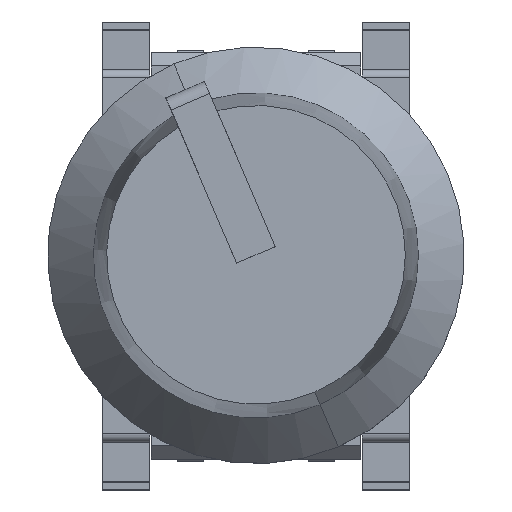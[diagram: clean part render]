
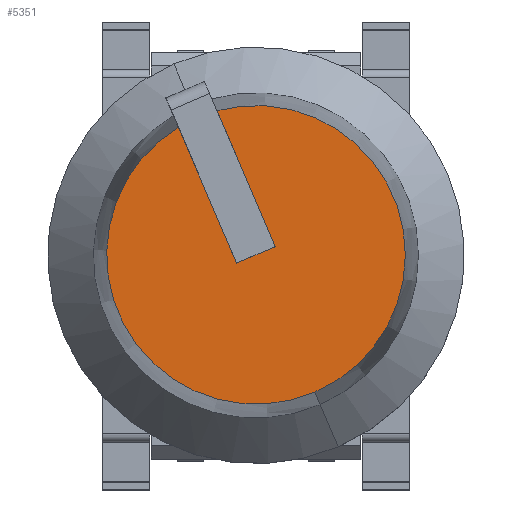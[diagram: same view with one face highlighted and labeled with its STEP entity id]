
A CAD part, top view. The second image highlights one B-rep face of the part: STEP entity #5351.
In plain terms, the highlighted face is planar.
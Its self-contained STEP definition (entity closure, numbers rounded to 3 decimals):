
#64 = VERTEX_POINT ( 'NONE', #9148 ) ;
#326 = CARTESIAN_POINT ( 'NONE',  ( 0., 7.941, 0. ) ) ;
#371 = CARTESIAN_POINT ( 'NONE',  ( 0., 7.941, 0. ) ) ;
#449 = CARTESIAN_POINT ( 'NONE',  ( 0.8, 7.941, 5.644 ) ) ;
#532 = VERTEX_POINT ( 'NONE', #8323 ) ;
#576 = CIRCLE ( 'NONE', #11001, 5.7 ) ;
#656 = EDGE_CURVE ( 'NONE', #3265, #532, #6876, .T. ) ;
#949 = DIRECTION ( 'NONE',  ( 0., -1., 0. ) ) ;
#998 = ORIENTED_EDGE ( 'NONE', *, *, #2598, .T. ) ;
#1037 = FACE_OUTER_BOUND ( 'NONE', #4695, .T. ) ;
#1080 = ORIENTED_EDGE ( 'NONE', *, *, #5202, .F. ) ;
#1609 = EDGE_CURVE ( 'NONE', #64, #11191, #4617, .T. ) ;
#1746 = DIRECTION ( 'NONE',  ( 0., 0., -1. ) ) ;
#2422 = VECTOR ( 'NONE', #1746, 1000. ) ;
#2598 = EDGE_CURVE ( 'NONE', #3265, #11191, #6834, .T. ) ;
#3124 = VECTOR ( 'NONE', #10420, 1000. ) ;
#3265 = VERTEX_POINT ( 'NONE', #6636 ) ;
#3563 = CARTESIAN_POINT ( 'NONE',  ( 0.8, 7.941, 0. ) ) ;
#3784 = PLANE ( 'NONE',  #10440 ) ;
#4149 = ORIENTED_EDGE ( 'NONE', *, *, #656, .F. ) ;
#4310 = ORIENTED_EDGE ( 'NONE', *, *, #5772, .F. ) ;
#4499 = CARTESIAN_POINT ( 'NONE',  ( 0., 7.941, 0. ) ) ;
#4617 = LINE ( 'NONE', #371, #8055 ) ;
#4695 = EDGE_LOOP ( 'NONE', ( #4149, #998, #9630, #1080, #4310 ) ) ;
#4794 = CARTESIAN_POINT ( 'NONE',  ( 0., 7.941, 0. ) ) ;
#4916 = DIRECTION ( 'NONE',  ( 0., -1., 0. ) ) ;
#5202 = EDGE_CURVE ( 'NONE', #9430, #64, #6918, .T. ) ;
#5351 = ADVANCED_FACE ( 'NONE', ( #1037 ), #3784, .T. ) ;
#5369 = CARTESIAN_POINT ( 'NONE',  ( -0.8, 7.941, 0. ) ) ;
#5772 = EDGE_CURVE ( 'NONE', #532, #9430, #576, .T. ) ;
#5778 = AXIS2_PLACEMENT_3D ( 'NONE', #4499, #949, #10209 ) ;
#6636 = CARTESIAN_POINT ( 'NONE',  ( -0.8, 7.941, 5.644 ) ) ;
#6834 = LINE ( 'NONE', #9652, #3124 ) ;
#6876 = CIRCLE ( 'NONE', #5778, 5.7 ) ;
#6918 = LINE ( 'NONE', #3563, #2422 ) ;
#8055 = VECTOR ( 'NONE', #9284, 1000. ) ;
#8251 = DIRECTION ( 'NONE',  ( 0., 1., 0. ) ) ;
#8323 = CARTESIAN_POINT ( 'NONE',  ( 0., 7.941, -5.7 ) ) ;
#9148 = CARTESIAN_POINT ( 'NONE',  ( 0.8, 7.941, 0. ) ) ;
#9284 = DIRECTION ( 'NONE',  ( -1., 0., 0. ) ) ;
#9430 = VERTEX_POINT ( 'NONE', #449 ) ;
#9630 = ORIENTED_EDGE ( 'NONE', *, *, #1609, .F. ) ;
#9652 = CARTESIAN_POINT ( 'NONE',  ( -0.8, 7.941, 0. ) ) ;
#10009 = DIRECTION ( 'NONE',  ( 1., 0., 0. ) ) ;
#10209 = DIRECTION ( 'NONE',  ( 0., 0., -1. ) ) ;
#10235 = DIRECTION ( 'NONE',  ( 0., 0., -1. ) ) ;
#10420 = DIRECTION ( 'NONE',  ( 0., 0., -1. ) ) ;
#10440 = AXIS2_PLACEMENT_3D ( 'NONE', #326, #8251, #10009 ) ;
#11001 = AXIS2_PLACEMENT_3D ( 'NONE', #4794, #4916, #10235 ) ;
#11191 = VERTEX_POINT ( 'NONE', #5369 ) ;
